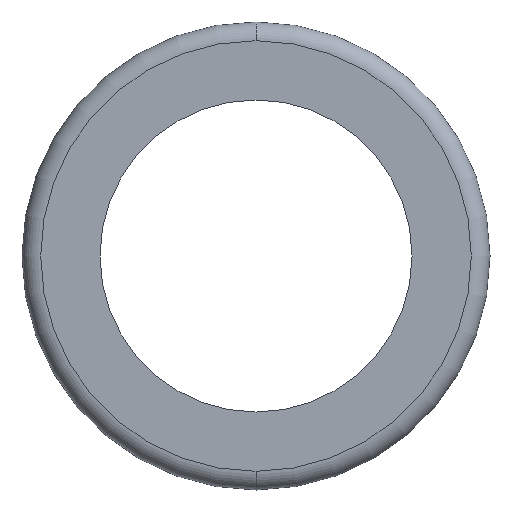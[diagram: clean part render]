
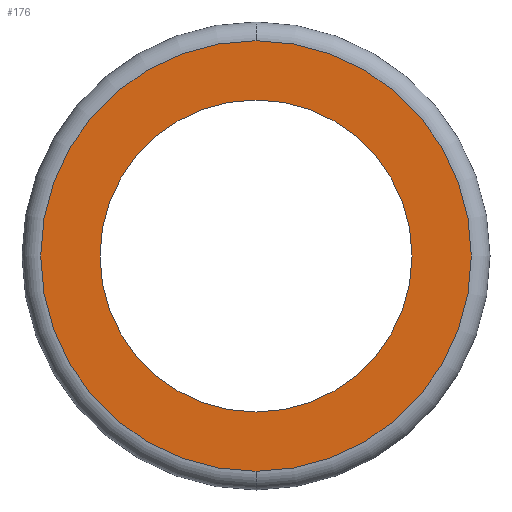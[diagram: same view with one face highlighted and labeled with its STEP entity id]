
A CAD part, front view. The second image highlights one B-rep face of the part: STEP entity #176.
In plain terms, the highlighted planar face has unit normal (0, -1, 0).
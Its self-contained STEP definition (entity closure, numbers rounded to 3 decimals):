
#99 = CIRCLE ( 'NONE', #102, 10. ) ;
#100 = CARTESIAN_POINT ( 'NONE',  ( 0., 0., 0. ) ) ;
#101 = DIRECTION ( 'NONE',  ( 0., 0., -1. ) ) ;
#102 = AXIS2_PLACEMENT_3D ( 'NONE', #100, #103, #101 ) ;
#103 = DIRECTION ( 'NONE',  ( 0., -1., 0. ) ) ;
#123 = VERTEX_POINT ( 'NONE', #328 ) ;
#146 = EDGE_CURVE ( 'NONE', #148, #149, #278, .T. ) ;
#148 = VERTEX_POINT ( 'NONE', #273 ) ;
#149 = VERTEX_POINT ( 'NONE', #272 ) ;
#176 = ADVANCED_FACE ( 'NONE', ( #395, #410 ), #409, .F. ) ;
#177 = EDGE_LOOP ( 'NONE', ( #178, #180 ) ) ;
#178 = ORIENTED_EDGE ( 'NONE', *, *, #179, .T. ) ;
#179 = EDGE_CURVE ( 'NONE', #149, #148, #401, .T. ) ;
#180 = ORIENTED_EDGE ( 'NONE', *, *, #146, .T. ) ;
#181 = EDGE_LOOP ( 'NONE', ( #182, #184 ) ) ;
#182 = ORIENTED_EDGE ( 'NONE', *, *, #183, .F. ) ;
#183 = EDGE_CURVE ( 'NONE', #373, #123, #396, .T. ) ;
#184 = ORIENTED_EDGE ( 'NONE', *, *, #372, .F. ) ;
#272 = CARTESIAN_POINT ( 'NONE',  ( 0., 0., 13.8 ) ) ;
#273 = CARTESIAN_POINT ( 'NONE',  ( 0., 0., -13.8 ) ) ;
#275 = DIRECTION ( 'NONE',  ( 0., 0., 1. ) ) ;
#276 = DIRECTION ( 'NONE',  ( 0., -1., 0. ) ) ;
#277 = AXIS2_PLACEMENT_3D ( 'NONE', #283, #276, #275 ) ;
#278 = CIRCLE ( 'NONE', #277, 13.8 ) ;
#283 = CARTESIAN_POINT ( 'NONE',  ( 0., 0., 0. ) ) ;
#328 = CARTESIAN_POINT ( 'NONE',  ( 0., 0., 10. ) ) ;
#372 = EDGE_CURVE ( 'NONE', #123, #373, #99, .T. ) ;
#373 = VERTEX_POINT ( 'NONE', #499 ) ;
#395 = FACE_OUTER_BOUND ( 'NONE', #177, .T. ) ;
#396 = CIRCLE ( 'NONE', #424, 10. ) ;
#397 = DIRECTION ( 'NONE',  ( 0., 0., 1. ) ) ;
#398 = DIRECTION ( 'NONE',  ( 0., -1., 0. ) ) ;
#399 = CARTESIAN_POINT ( 'NONE',  ( 0., 0., 0. ) ) ;
#400 = AXIS2_PLACEMENT_3D ( 'NONE', #399, #398, #397 ) ;
#401 = CIRCLE ( 'NONE', #400, 13.8 ) ;
#405 = DIRECTION ( 'NONE',  ( 0., 0., 1. ) ) ;
#406 = DIRECTION ( 'NONE',  ( 0., 1., 0. ) ) ;
#407 = CARTESIAN_POINT ( 'NONE',  ( -10., 0., 0. ) ) ;
#408 = AXIS2_PLACEMENT_3D ( 'NONE', #407, #406, #405 ) ;
#409 = PLANE ( 'NONE',  #408 ) ;
#410 = FACE_BOUND ( 'NONE', #181, .T. ) ;
#421 = DIRECTION ( 'NONE',  ( 0., 0., -1. ) ) ;
#422 = DIRECTION ( 'NONE',  ( 0., -1., 0. ) ) ;
#423 = CARTESIAN_POINT ( 'NONE',  ( 0., 0., 0. ) ) ;
#424 = AXIS2_PLACEMENT_3D ( 'NONE', #423, #422, #421 ) ;
#499 = CARTESIAN_POINT ( 'NONE',  ( 0., 0., -10. ) ) ;
